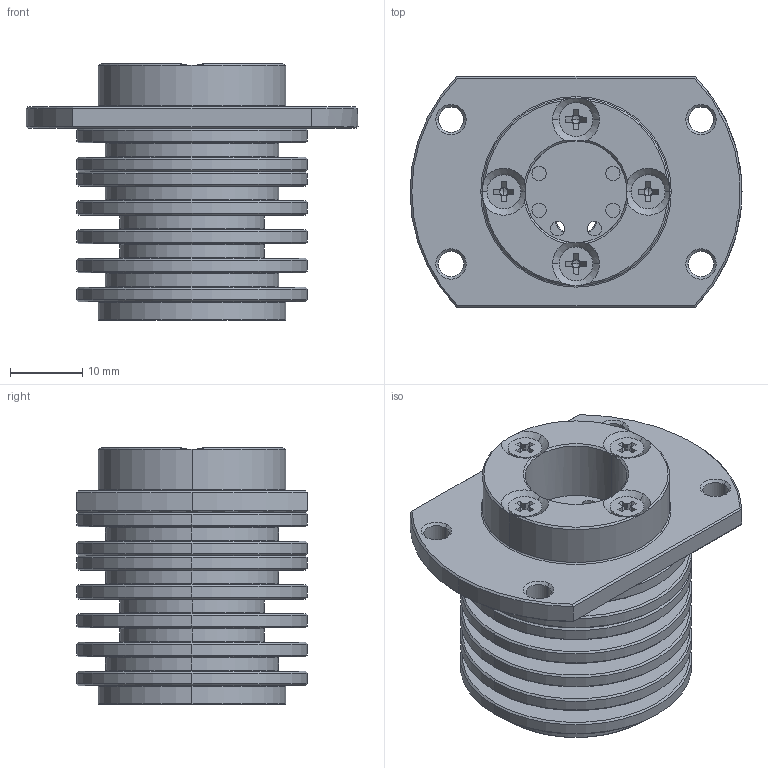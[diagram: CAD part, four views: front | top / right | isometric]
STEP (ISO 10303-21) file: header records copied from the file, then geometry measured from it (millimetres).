
FILE_DESCRIPTION (( 'STEP AP214' ), '1' );
FILE_NAME ('Hamamatsu_A3179-01_010.STEP', '2024-12-28T22:07:47', ( '' ), ( '' ), 'SwSTEP 2.0', 'SolidWorks 2022', '' );
FILE_SCHEMA (( 'AUTOMOTIVE_DESIGN' ));
Length unit declared in the file: millimetre
Products named in the file (7): countersunk flat head cross recess screw_din_DIN EN ISO 7046-1 - M2.5 x 16 - Z - 16N; Hamamatsu_A3179-01_320; Hamamatsu_A3179-01_110; Hamamatsu_A3179-01_210; Hamamatsu_A3179-01_010; countersunk flat head cross recess screw_din_DIN EN ISO 7046-1 - M2.5 x 5 - Z - 5N; Hamamatsu_A3179-01_310
Assembly tree (12 placements, depth 2):
  Hamamatsu_A3179-01_010
    Hamamatsu_A3179-01_110
    Hamamatsu_A3179-01_210
    Hamamatsu_A3179-01_310
    Hamamatsu_A3179-01_320
    countersunk flat head cross recess screw_din_DIN EN ISO 7046-1 - M2.5 x 5 - Z - 5N  x4
    countersunk flat head cross recess screw_din_DIN EN ISO 7046-1 - M2.5 x 16 - Z - 16N  x4
Bounding box: 46 x 32 x 35.6 mm (x, y, z)
Volume: 19130.8 mm3; surface area: 16544.2 mm2
Topology: 12 solids, 12 shells, 637 faces, 1452 edges, 831 vertices
Faces by surface type: cone 256, plane 206, cylinder 135, torus 40
Entity records: 11431 total; most frequent: DIRECTION 2093, CARTESIAN_POINT 1967, ORIENTED_EDGE 1736, AXIS2_PLACEMENT_3D 873, EDGE_CURVE 868, VERTEX_POINT 507, CIRCLE 467, EDGE_LOOP 461
